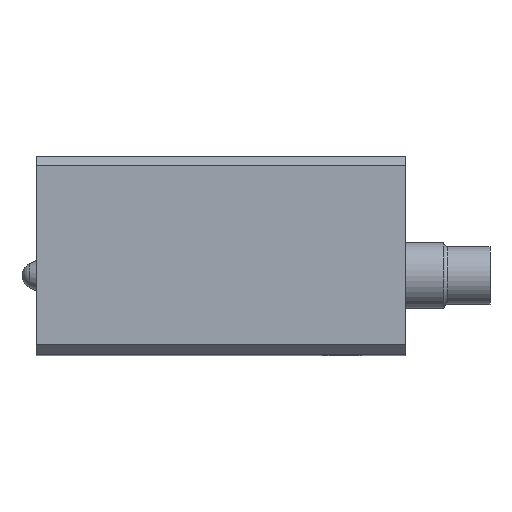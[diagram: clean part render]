
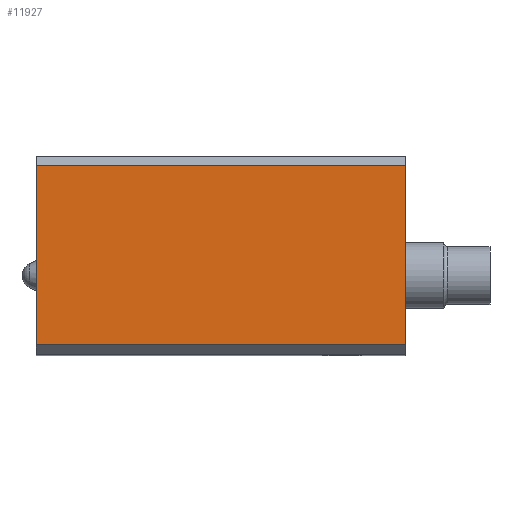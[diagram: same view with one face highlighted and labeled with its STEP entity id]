
A CAD part, top view. The second image highlights one B-rep face of the part: STEP entity #11927.
In plain terms, the highlighted planar face has unit normal (0, 0, 1).
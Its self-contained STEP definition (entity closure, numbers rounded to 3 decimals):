
#9=DIRECTION('',(0.,-1.,0.));
#10=VECTOR('',#9,13.632);
#11=CARTESIAN_POINT('',(-14.016,6.816,37.491));
#12=LINE('',#11,#10);
#1113=DIRECTION('',(1.,0.,0.));
#1114=VECTOR('',#1113,28.032);
#1115=CARTESIAN_POINT('',(-14.016,-6.816,37.491));
#1116=LINE('',#1115,#1114);
#1121=DIRECTION('',(1.,0.,0.));
#1122=VECTOR('',#1121,28.032);
#1123=CARTESIAN_POINT('',(-14.016,6.816,37.491));
#1124=LINE('',#1123,#1122);
#1161=DIRECTION('',(0.,-1.,0.));
#1162=VECTOR('',#1161,13.632);
#1163=CARTESIAN_POINT('',(14.016,6.816,37.491));
#1164=LINE('',#1163,#1162);
#8719=CARTESIAN_POINT('',(-14.016,6.816,37.491));
#8720=CARTESIAN_POINT('',(14.016,6.816,37.491));
#8721=VERTEX_POINT('',#8719);
#8722=VERTEX_POINT('',#8720);
#8739=CARTESIAN_POINT('',(-14.016,-6.816,37.491));
#8740=CARTESIAN_POINT('',(14.016,-6.816,37.491));
#8741=VERTEX_POINT('',#8739);
#8742=VERTEX_POINT('',#8740);
#11914=CARTESIAN_POINT('',(-13.99,7.505,37.491));
#11915=DIRECTION('',(0.,0.,1.));
#11916=DIRECTION('',(0.,-1.,0.));
#11917=AXIS2_PLACEMENT_3D('',#11914,#11915,#11916);
#11918=PLANE('',#11917);
#11919=ORIENTED_EDGE('',*,*,#11248,.F.);
#11921=ORIENTED_EDGE('',*,*,#11920,.T.);
#11923=ORIENTED_EDGE('',*,*,#11922,.T.);
#11924=ORIENTED_EDGE('',*,*,#11907,.F.);
#11925=EDGE_LOOP('',(#11919,#11921,#11923,#11924));
#11926=FACE_OUTER_BOUND('',#11925,.F.);
#11927=ADVANCED_FACE('',(#11926),#11918,.T.);
#11248=EDGE_CURVE('',#8721,#8741,#12,.T.);
#11907=EDGE_CURVE('',#8741,#8742,#1116,.T.);
#11920=EDGE_CURVE('',#8721,#8722,#1124,.T.);
#11922=EDGE_CURVE('',#8722,#8742,#1164,.T.);
